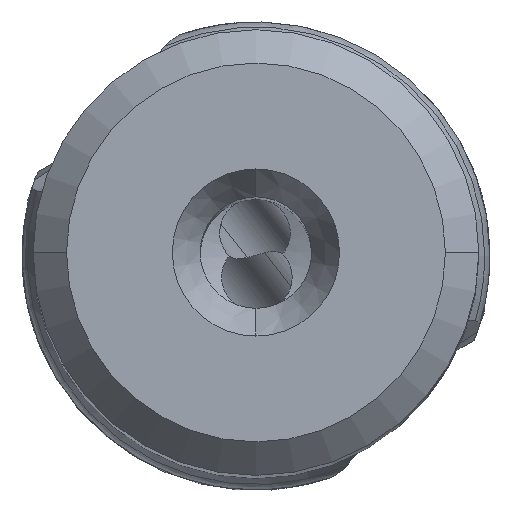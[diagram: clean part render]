
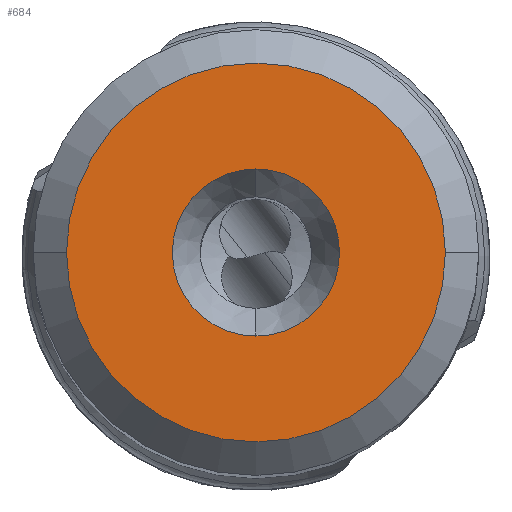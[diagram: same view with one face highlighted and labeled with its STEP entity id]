
A CAD part, top view. The second image highlights one B-rep face of the part: STEP entity #684.
In plain terms, the highlighted planar face has unit normal (0, 0, 1).
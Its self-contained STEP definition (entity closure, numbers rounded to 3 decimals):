
#61=FACE_BOUND('',#1197,.T.);
#62=FACE_BOUND('',#1198,.T.);
#174=PLANE('',#4127);
#684=ADVANCED_FACE('',(#61,#62),#174,.T.);
#1197=EDGE_LOOP('',(#2092,#2093,#2094));
#1198=EDGE_LOOP('',(#2095,#2096));
#1431=CIRCLE('',#4121,6.8);
#1432=CIRCLE('',#4123,6.8);
#1433=CIRCLE('',#4124,6.8);
#1434=CIRCLE('',#4125,3.);
#1435=CIRCLE('',#4126,3.);
#2092=ORIENTED_EDGE('',*,*,#3410,.F.);
#2093=ORIENTED_EDGE('',*,*,#3411,.F.);
#2094=ORIENTED_EDGE('',*,*,#3412,.F.);
#2095=ORIENTED_EDGE('',*,*,#3413,.F.);
#2096=ORIENTED_EDGE('',*,*,#3414,.F.);
#2941=VERTEX_POINT('',#7367);
#2942=VERTEX_POINT('',#7369);
#2943=VERTEX_POINT('',#7373);
#2944=VERTEX_POINT('',#7376);
#2945=VERTEX_POINT('',#7377);
#3410=EDGE_CURVE('',#2942,#2941,#1431,.T.);
#3411=EDGE_CURVE('',#2943,#2942,#1432,.T.);
#3412=EDGE_CURVE('',#2941,#2943,#1433,.T.);
#3413=EDGE_CURVE('',#2944,#2945,#1434,.T.);
#3414=EDGE_CURVE('',#2945,#2944,#1435,.T.);
#4121=AXIS2_PLACEMENT_3D('',#7370,#4865,#4866);
#4123=AXIS2_PLACEMENT_3D('',#7372,#4869,#4870);
#4124=AXIS2_PLACEMENT_3D('',#7374,#4871,#4872);
#4125=AXIS2_PLACEMENT_3D('',#7375,#4873,#4874);
#4126=AXIS2_PLACEMENT_3D('',#7378,#4875,#4876);
#4127=AXIS2_PLACEMENT_3D('',#7379,#4877,#4878);
#4865=DIRECTION('',(0.,0.,-1.));
#4866=DIRECTION('',(-1.,0.,0.));
#4869=DIRECTION('',(0.,0.,-1.));
#4870=DIRECTION('',(0.,-1.,0.));
#4871=DIRECTION('',(0.,0.,-1.));
#4872=DIRECTION('',(1.,0.,0.));
#4873=DIRECTION('',(0.,0.,1.));
#4874=DIRECTION('',(0.,1.,0.));
#4875=DIRECTION('',(0.,0.,1.));
#4876=DIRECTION('',(0.,-1.,0.));
#4877=DIRECTION('',(0.,0.,1.));
#4878=DIRECTION('',(-1.,0.,0.));
#7367=CARTESIAN_POINT('',(6.8,0.,0.));
#7369=CARTESIAN_POINT('',(-6.8,0.,0.));
#7370=CARTESIAN_POINT('',(0.,0.,0.));
#7372=CARTESIAN_POINT('',(0.,0.,0.));
#7373=CARTESIAN_POINT('',(0.,-6.8,0.));
#7374=CARTESIAN_POINT('',(0.,0.,0.));
#7375=CARTESIAN_POINT('',(0.,0.,0.));
#7376=CARTESIAN_POINT('',(0.,3.,0.));
#7377=CARTESIAN_POINT('',(0.,-3.,0.));
#7378=CARTESIAN_POINT('',(0.,0.,0.));
#7379=CARTESIAN_POINT('',(0.,0.001,0.));
